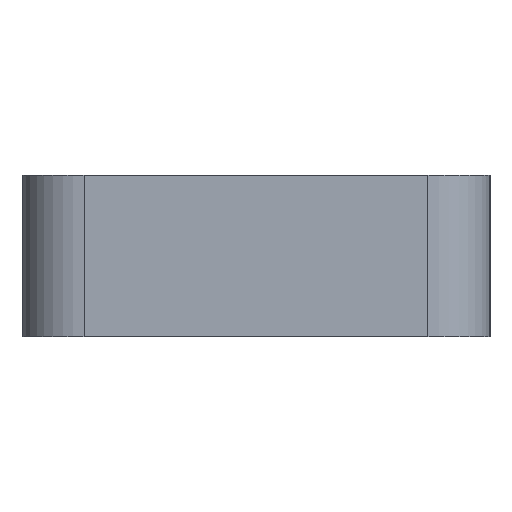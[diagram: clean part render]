
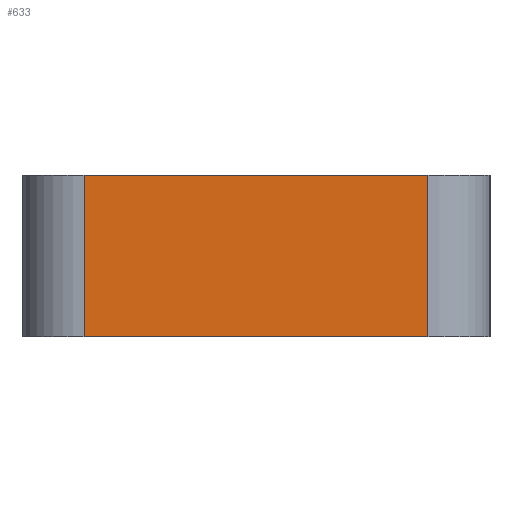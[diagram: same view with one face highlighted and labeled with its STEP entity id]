
A CAD part, left-side view. The second image highlights one B-rep face of the part: STEP entity #633.
In plain terms, the highlighted planar face has unit normal (-1, 0, 0).
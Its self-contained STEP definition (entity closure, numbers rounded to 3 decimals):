
#49=PLANE('',#715);
#81=FACE_OUTER_BOUND('',#131,.T.);
#131=EDGE_LOOP('',(#509,#510,#511,#512));
#176=LINE('',#1031,#228);
#177=LINE('',#1043,#229);
#178=LINE('',#1047,#230);
#179=LINE('',#1048,#231);
#228=VECTOR('',#842,10.);
#229=VECTOR('',#855,10.);
#230=VECTOR('',#860,10.);
#231=VECTOR('',#861,10.);
#322=VERTEX_POINT('',#1028);
#323=VERTEX_POINT('',#1030);
#328=VERTEX_POINT('',#1042);
#329=VERTEX_POINT('',#1046);
#388=EDGE_CURVE('',#322,#323,#176,.T.);
#394=EDGE_CURVE('',#323,#328,#177,.T.);
#396=EDGE_CURVE('',#329,#322,#178,.T.);
#397=EDGE_CURVE('',#328,#329,#179,.T.);
#509=ORIENTED_EDGE('',*,*,#394,.F.);
#510=ORIENTED_EDGE('',*,*,#388,.F.);
#511=ORIENTED_EDGE('',*,*,#396,.F.);
#512=ORIENTED_EDGE('',*,*,#397,.F.);
#633=ADVANCED_FACE('',(#81),#49,.T.);
#715=AXIS2_PLACEMENT_3D('',#1045,#858,#859);
#842=DIRECTION('',(0.,-1.,0.));
#855=DIRECTION('',(0.,0.,-1.));
#858=DIRECTION('center_axis',(-1.,0.,0.));
#859=DIRECTION('ref_axis',(0.,-1.,0.));
#860=DIRECTION('',(0.,0.,1.));
#861=DIRECTION('',(0.,1.,0.));
#1028=CARTESIAN_POINT('',(-99.136,64.5,13.));
#1030=CARTESIAN_POINT('',(-99.136,36.773,13.));
#1031=CARTESIAN_POINT('',(-99.136,31.773,13.));
#1042=CARTESIAN_POINT('',(-99.136,36.773,0.));
#1043=CARTESIAN_POINT('',(-99.136,36.773,0.));
#1045=CARTESIAN_POINT('Origin',(-99.136,69.5,0.));
#1046=CARTESIAN_POINT('',(-99.136,64.5,0.));
#1047=CARTESIAN_POINT('',(-99.136,64.5,0.));
#1048=CARTESIAN_POINT('',(-99.136,31.773,0.));
